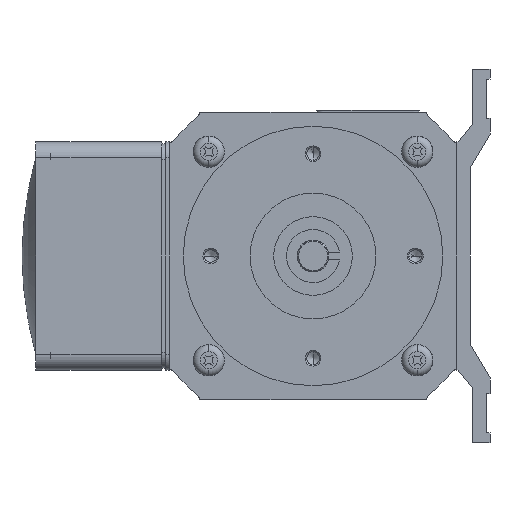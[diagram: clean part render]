
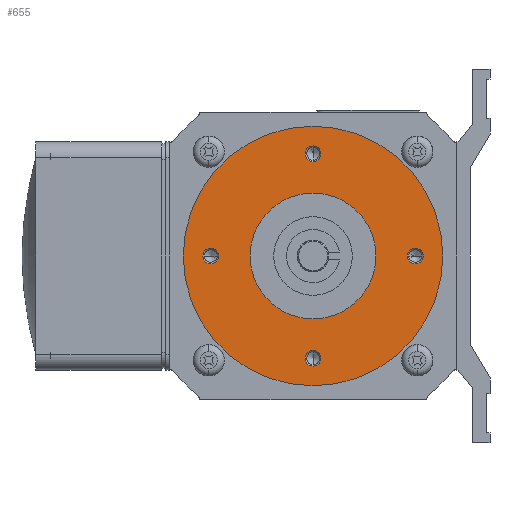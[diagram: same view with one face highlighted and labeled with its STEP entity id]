
A CAD part, left-side view. The second image highlights one B-rep face of the part: STEP entity #655.
In plain terms, the highlighted planar face has unit normal (-1, 0, 0).
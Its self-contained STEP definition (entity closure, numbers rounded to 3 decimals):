
#655=ADVANCED_FACE('',(#1611,#1612,#1613,#1614,#1615,#1616),#1617,.T.);
#1611=FACE_OUTER_BOUND('',#2918,.T.);
#1612=FACE_BOUND('',#2919,.T.);
#1613=FACE_BOUND('',#2920,.T.);
#1614=FACE_BOUND('',#2921,.T.);
#1615=FACE_BOUND('',#2922,.T.);
#1616=FACE_BOUND('',#2923,.T.);
#1617=PLANE('',#2924);
#2918=EDGE_LOOP('',(#4818,#4819));
#2919=EDGE_LOOP('',(#4820,#4821));
#2920=EDGE_LOOP('',(#4822,#4823));
#2921=EDGE_LOOP('',(#4824,#4825));
#2922=EDGE_LOOP('',(#4826,#4827));
#2923=EDGE_LOOP('',(#4828,#4829));
#2924=AXIS2_PLACEMENT_3D('',#4830,#4831,#4832);
#4818=ORIENTED_EDGE('',*,*,#8211,.T.);
#4819=ORIENTED_EDGE('',*,*,#8237,.T.);
#4820=ORIENTED_EDGE('',*,*,#8238,.T.);
#4821=ORIENTED_EDGE('',*,*,#8239,.T.);
#4822=ORIENTED_EDGE('',*,*,#8240,.T.);
#4823=ORIENTED_EDGE('',*,*,#8241,.T.);
#4824=ORIENTED_EDGE('',*,*,#8242,.T.);
#4825=ORIENTED_EDGE('',*,*,#8243,.T.);
#4826=ORIENTED_EDGE('',*,*,#8244,.T.);
#4827=ORIENTED_EDGE('',*,*,#8245,.T.);
#4828=ORIENTED_EDGE('',*,*,#7683,.F.);
#4829=ORIENTED_EDGE('',*,*,#8246,.F.);
#4830=CARTESIAN_POINT('',(-19.0,24.5,23.0));
#4831=DIRECTION('',(-1.0,0.0,0.0));
#4832=DIRECTION('',(0.0,0.0,1.0));
#7683=EDGE_CURVE('',#9166,#9161,#9168,.T.);
#8211=EDGE_CURVE('',#10084,#10082,#10085,.T.);
#8237=EDGE_CURVE('',#10082,#10084,#10124,.T.);
#8238=EDGE_CURVE('',#10125,#10126,#10127,.T.);
#8239=EDGE_CURVE('',#10126,#10125,#10128,.T.);
#8240=EDGE_CURVE('',#10129,#10130,#10131,.T.);
#8241=EDGE_CURVE('',#10130,#10129,#10132,.T.);
#8242=EDGE_CURVE('',#10133,#10134,#10135,.T.);
#8243=EDGE_CURVE('',#10134,#10133,#10136,.T.);
#8244=EDGE_CURVE('',#10137,#10138,#10139,.T.);
#8245=EDGE_CURVE('',#10138,#10137,#10140,.T.);
#8246=EDGE_CURVE('',#9161,#9166,#10141,.T.);
#9161=VERTEX_POINT('',#11347);
#9166=VERTEX_POINT('',#11353);
#9168=CIRCLE('',#11356,16.0);
#10082=VERTEX_POINT('',#12595);
#10084=VERTEX_POINT('',#12598);
#10085=CIRCLE('',#12599,33.0);
#10124=CIRCLE('',#12651,33.0);
#10125=VERTEX_POINT('',#12652);
#10126=VERTEX_POINT('',#12653);
#10127=CIRCLE('',#12654,2.0);
#10128=CIRCLE('',#12655,2.0);
#10129=VERTEX_POINT('',#12656);
#10130=VERTEX_POINT('',#12657);
#10131=CIRCLE('',#12658,2.0);
#10132=CIRCLE('',#12659,2.0);
#10133=VERTEX_POINT('',#12660);
#10134=VERTEX_POINT('',#12661);
#10135=CIRCLE('',#12662,2.0);
#10136=CIRCLE('',#12663,2.0);
#10137=VERTEX_POINT('',#12664);
#10138=VERTEX_POINT('',#12665);
#10139=CIRCLE('',#12666,2.0);
#10140=CIRCLE('',#12667,2.0);
#10141=CIRCLE('',#12668,16.0);
#11347=CARTESIAN_POINT('',(-19.0,16.0,23.0));
#11353=CARTESIAN_POINT('',(-19.0,-16.0,23.0));
#11356=AXIS2_PLACEMENT_3D('',#14254,#14255,#14256);
#12595=CARTESIAN_POINT('',(-19.0,33.0,23.0));
#12598=CARTESIAN_POINT('',(-19.0,-33.0,23.0));
#12599=AXIS2_PLACEMENT_3D('',#14957,#14958,#14959);
#12651=AXIS2_PLACEMENT_3D('',#14988,#14989,#14990);
#12652=CARTESIAN_POINT('',(-19.0,0.,-5.));
#12653=CARTESIAN_POINT('',(-19.0,0.,-1.));
#12654=AXIS2_PLACEMENT_3D('',#14991,#14992,#14993);
#12655=AXIS2_PLACEMENT_3D('',#14994,#14995,#14996);
#12656=CARTESIAN_POINT('',(-19.0,0.,47.0));
#12657=CARTESIAN_POINT('',(-19.0,0.,51.0));
#12658=AXIS2_PLACEMENT_3D('',#14997,#14998,#14999);
#12659=AXIS2_PLACEMENT_3D('',#15000,#15001,#15002);
#12660=CARTESIAN_POINT('',(-19.0,28.0,23.0));
#12661=CARTESIAN_POINT('',(-19.0,24.0,23.0));
#12662=AXIS2_PLACEMENT_3D('',#15003,#15004,#15005);
#12663=AXIS2_PLACEMENT_3D('',#15006,#15007,#15008);
#12664=CARTESIAN_POINT('',(-19.0,-24.0,23.0));
#12665=CARTESIAN_POINT('',(-19.0,-28.0,23.0));
#12666=AXIS2_PLACEMENT_3D('',#15009,#15010,#15011);
#12667=AXIS2_PLACEMENT_3D('',#15012,#15013,#15014);
#12668=AXIS2_PLACEMENT_3D('',#15015,#15016,#15017);
#14254=CARTESIAN_POINT('',(-19.0,0.,23.0));
#14255=DIRECTION('',(-1.0,0.0,0.0));
#14256=DIRECTION('',(0.0,1.0,0.));
#14957=CARTESIAN_POINT('',(-19.0,0.,23.0));
#14958=DIRECTION('',(-1.0,0.0,0.0));
#14959=DIRECTION('',(0.0,1.0,0.));
#14988=CARTESIAN_POINT('',(-19.0,0.,23.0));
#14989=DIRECTION('',(-1.0,0.0,0.0));
#14990=DIRECTION('',(0.0,1.0,0.));
#14991=CARTESIAN_POINT('',(-19.0,0.,-3.));
#14992=DIRECTION('',(1.0,0.0,0.0));
#14993=DIRECTION('',(0.0,0.,1.0));
#14994=CARTESIAN_POINT('',(-19.0,0.,-3.));
#14995=DIRECTION('',(1.0,0.0,0.0));
#14996=DIRECTION('',(0.0,0.,1.0));
#14997=CARTESIAN_POINT('',(-19.0,0.,49.0));
#14998=DIRECTION('',(1.0,0.0,0.0));
#14999=DIRECTION('',(0.0,0.,1.0));
#15000=CARTESIAN_POINT('',(-19.0,0.,49.0));
#15001=DIRECTION('',(1.0,0.0,0.0));
#15002=DIRECTION('',(0.0,0.,1.0));
#15003=CARTESIAN_POINT('',(-19.0,26.0,23.0));
#15004=DIRECTION('',(1.0,0.0,0.0));
#15005=DIRECTION('',(0.0,-1.0,0.));
#15006=CARTESIAN_POINT('',(-19.0,26.0,23.0));
#15007=DIRECTION('',(1.0,0.0,0.0));
#15008=DIRECTION('',(0.0,-1.0,0.));
#15009=CARTESIAN_POINT('',(-19.0,-26.0,23.0));
#15010=DIRECTION('',(1.0,0.0,0.0));
#15011=DIRECTION('',(0.0,-1.0,0.));
#15012=CARTESIAN_POINT('',(-19.0,-26.0,23.0));
#15013=DIRECTION('',(1.0,0.0,0.0));
#15014=DIRECTION('',(0.0,-1.0,0.));
#15015=CARTESIAN_POINT('',(-19.0,0.,23.0));
#15016=DIRECTION('',(-1.0,0.0,0.0));
#15017=DIRECTION('',(0.0,1.0,0.));
